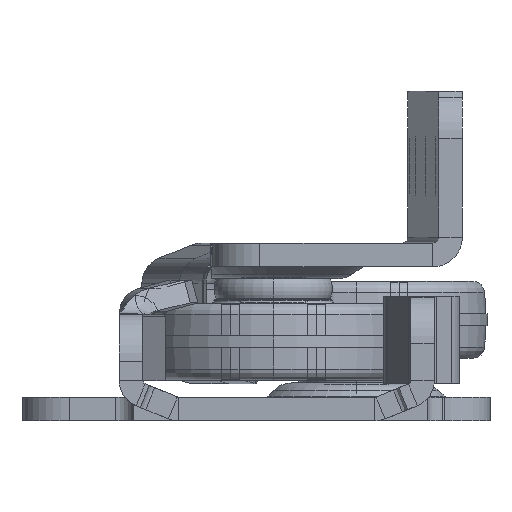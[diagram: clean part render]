
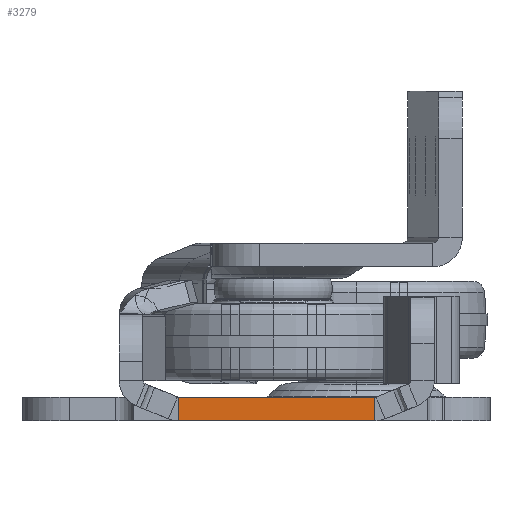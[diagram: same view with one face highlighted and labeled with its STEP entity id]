
A CAD part, left-side view. The second image highlights one B-rep face of the part: STEP entity #3279.
In plain terms, the highlighted planar face has unit normal (-1, 0, 0).
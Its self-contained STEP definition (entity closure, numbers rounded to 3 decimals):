
#1093 = VECTOR ( 'NONE', #10464, 1000. ) ;
#2476 = VERTEX_POINT ( 'NONE', #6587 ) ;
#2754 = CARTESIAN_POINT ( 'NONE',  ( -599.5, 7.022, 2. ) ) ;
#3162 = VERTEX_POINT ( 'NONE', #13289 ) ;
#3279 = ADVANCED_FACE ( 'NONE', ( #11110 ), #8469, .T. ) ;
#3571 = LINE ( 'NONE', #11664, #17391 ) ;
#3665 = LINE ( 'NONE', #10280, #1093 ) ;
#4526 = VERTEX_POINT ( 'NONE', #2754 ) ;
#6054 = VECTOR ( 'NONE', #9469, 1000. ) ;
#6587 = CARTESIAN_POINT ( 'NONE',  ( -599.5, -9.522, 0. ) ) ;
#7048 = EDGE_CURVE ( 'NONE', #3162, #4526, #14963, .T. ) ;
#7339 = ORIENTED_EDGE ( 'NONE', *, *, #15638, .F. ) ;
#7419 = CARTESIAN_POINT ( 'NONE',  ( -599.5, -9.522, 2. ) ) ;
#8364 = EDGE_CURVE ( 'NONE', #2476, #3162, #15982, .T. ) ;
#8469 = PLANE ( 'NONE',  #9635 ) ;
#8970 = DIRECTION ( 'NONE',  ( 0., 1., 0. ) ) ;
#9469 = DIRECTION ( 'NONE',  ( 0., 0., 1. ) ) ;
#9635 = AXIS2_PLACEMENT_3D ( 'NONE', #11193, #15121, #11027 ) ;
#9871 = VERTEX_POINT ( 'NONE', #7419 ) ;
#10182 = VECTOR ( 'NONE', #11868, 1000. ) ;
#10280 = CARTESIAN_POINT ( 'NONE',  ( -599.5, -9.522, 2. ) ) ;
#10464 = DIRECTION ( 'NONE',  ( 0., 0., -1. ) ) ;
#11027 = DIRECTION ( 'NONE',  ( 0., 1., 0. ) ) ;
#11110 = FACE_OUTER_BOUND ( 'NONE', #11297, .T. ) ;
#11193 = CARTESIAN_POINT ( 'NONE',  ( -599.5, -11.5, 2. ) ) ;
#11297 = EDGE_LOOP ( 'NONE', ( #7339, #17085, #12247, #12889 ) ) ;
#11664 = CARTESIAN_POINT ( 'NONE',  ( -599.5, -11.5, 2. ) ) ;
#11868 = DIRECTION ( 'NONE',  ( 0., 1., 0. ) ) ;
#12247 = ORIENTED_EDGE ( 'NONE', *, *, #7048, .F. ) ;
#12889 = ORIENTED_EDGE ( 'NONE', *, *, #8364, .F. ) ;
#13289 = CARTESIAN_POINT ( 'NONE',  ( -599.5, 7.022, 0. ) ) ;
#14963 = LINE ( 'NONE', #16368, #6054 ) ;
#15121 = DIRECTION ( 'NONE',  ( -1., 0., 0. ) ) ;
#15622 = CARTESIAN_POINT ( 'NONE',  ( -599.5, -21.25, 0. ) ) ;
#15638 = EDGE_CURVE ( 'NONE', #9871, #2476, #3665, .T. ) ;
#15700 = EDGE_CURVE ( 'NONE', #9871, #4526, #3571, .T. ) ;
#15982 = LINE ( 'NONE', #15622, #10182 ) ;
#16368 = CARTESIAN_POINT ( 'NONE',  ( -599.5, 7.022, 2. ) ) ;
#17085 = ORIENTED_EDGE ( 'NONE', *, *, #15700, .T. ) ;
#17391 = VECTOR ( 'NONE', #8970, 1000. ) ;
